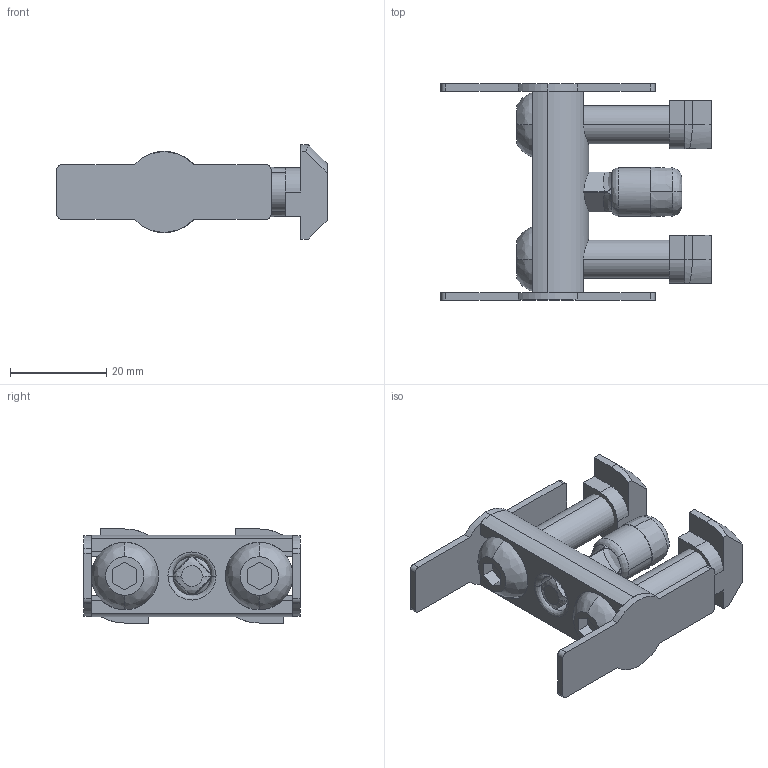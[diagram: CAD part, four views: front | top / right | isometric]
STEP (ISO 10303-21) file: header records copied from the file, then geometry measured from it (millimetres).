
FILE_DESCRIPTION (( 'STEP AP203' ), '1' );
FILE_NAME ('3_842_500_921_Bosch.step', '2024-06-04T13:15:15', ( '' ), ( '' ), 'SwSTEP 2.0', 'SolidWorks 2014', '' );
FILE_SCHEMA (( 'CONFIG_CONTROL_DESIGN' ));
Length unit declared in the file: millimetre
Products named in the file (8): 3_842_500_921_Bosch; 7_4; 5_4; 4_4; 2_4; 6_4; 3_4; 1_4
Assembly tree (7 placements, depth 2):
  3_842_500_921_Bosch
    1_4
    2_4
    3_4
    4_4
    5_4
    6_4
    7_4
Bounding box: 56.27 x 45 x 19.6 mm (x, y, z)
Volume: 13832.7 mm3; surface area: 10393.9 mm2
Topology: 7 solids, 7 shells, 156 faces, 421 edges, 274 vertices
Faces by surface type: plane 82, cylinder 52, bspline 16, cone 6
Entity records: 9205 total; most frequent: CARTESIAN_POINT 4522, ORIENTED_EDGE 834, DIRECTION 777, EDGE_CURVE 417, VERTEX_POINT 274, AXIS2_PLACEMENT_3D 268, VECTOR 241, LINE 241
